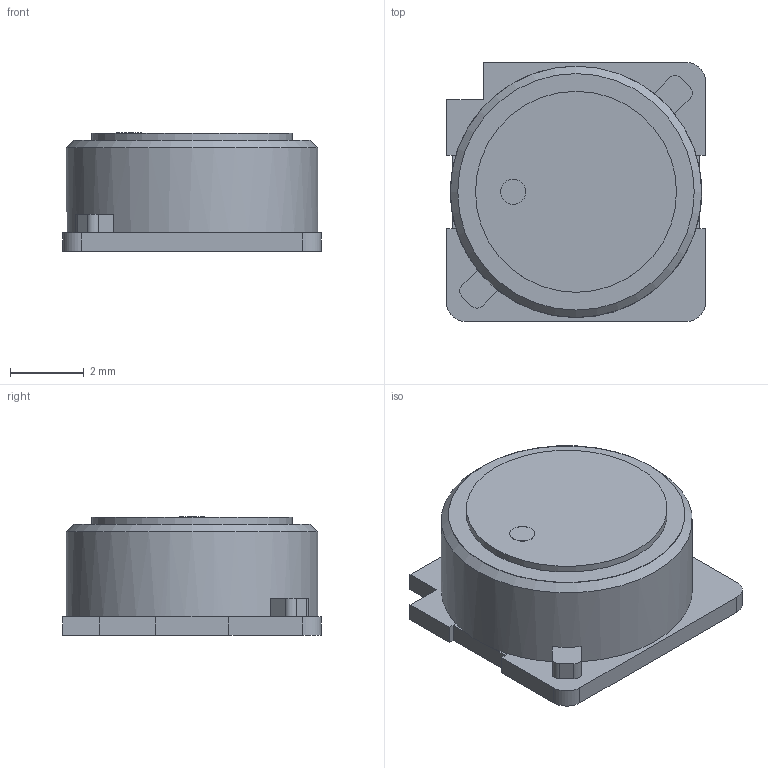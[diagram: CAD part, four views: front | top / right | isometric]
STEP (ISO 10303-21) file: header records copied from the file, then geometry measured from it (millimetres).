
FILE_DESCRIPTION(/* description */ ('model of L_TDK_SLF7032'),/* implementation_level */ '2;1');
FILE_NAME(/* name */ 'L_TDK_SLF7032.step',/* time_stamp */ '1970-01-01T00:00:00',/* author */ ('KiCAD','kicad'),/* organization */ ('OCCT'),/* preprocessor_version */ '',/* originating_system */ 'KiCAD',/* authorisation */ '');
FILE_SCHEMA(('AUTOMOTIVE_DESIGN { 1 0 10303 214 1 1 1 1 }'));
Length unit declared in the file: millimetre
Products named in the file (1): L_TDK_SLF7032
Bounding box: 7 x 7 x 3.21 mm (x, y, z)
Volume: 119.3 mm3; surface area: 164.4 mm2
Topology: 1 solids, 1 shells, 50 faces, 128 edges, 82 vertices
Faces by surface type: plane 38, cylinder 11, cone 1
Full cylindrical faces by diameter (mm): 0.68 x1, 5.44 x1, 6.4 x1, 6.8 x1
Entity records: 1025 total; most frequent: ORIENTED_EDGE 190, CARTESIAN_POINT 139, EDGE_CURVE 128, VERTEX_POINT 82, LINE 74, AXIS2_PLACEMENT_3D 63, FACE_BOUND 52, EDGE_LOOP 52
